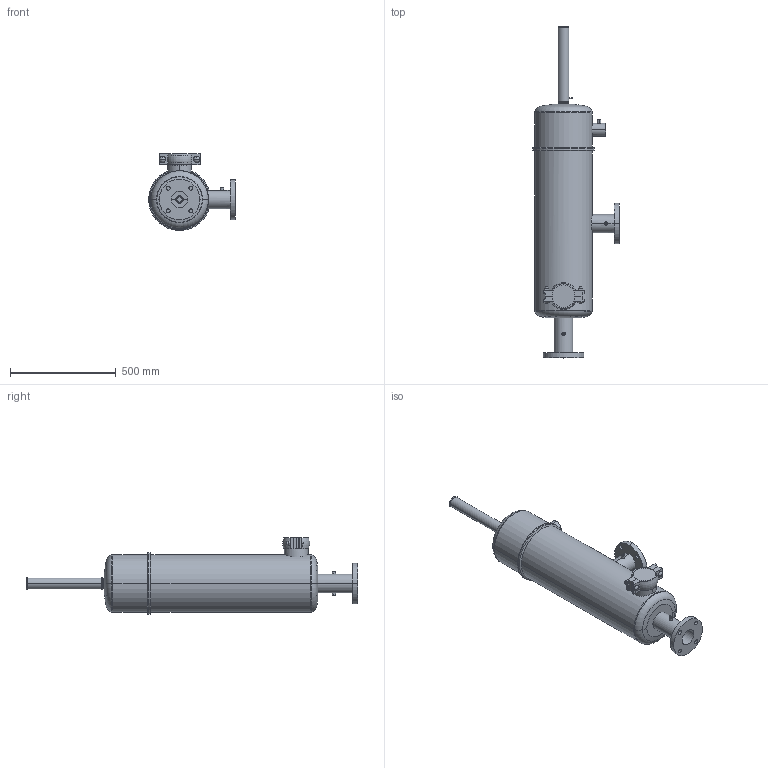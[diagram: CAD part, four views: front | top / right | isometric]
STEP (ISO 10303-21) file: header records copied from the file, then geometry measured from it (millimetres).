
FILE_DESCRIPTION (( 'STEP AP203' ), '1' );
FILE_NAME ('CXL3-90.STEP', '2020-09-25T10:08:59', ( '' ), ( '' ), 'SwSTEP 2.0', 'SolidWorks 2018', '' );
FILE_SCHEMA (( 'CONFIG_CONTROL_DESIGN' ));
Length unit declared in the file: inch
Products named in the file (1): CXL3-90
Bounding box: 409.58 x 1568.47 x 363.43 mm (x, y, z)
Volume: 7504613.9 mm3; surface area: 2378733.8 mm2
Topology: 10 solids, 10 shells, 270 faces, 629 edges, 394 vertices
Faces by surface type: cylinder 108, plane 90, cone 42, torus 26, sphere 4
Entity records: 9570 total; most frequent: CARTESIAN_POINT 3208, DIRECTION 1355, ORIENTED_EDGE 1258, EDGE_CURVE 629, AXIS2_PLACEMENT_3D 549, VERTEX_POINT 394, EDGE_LOOP 325, CIRCLE 278
